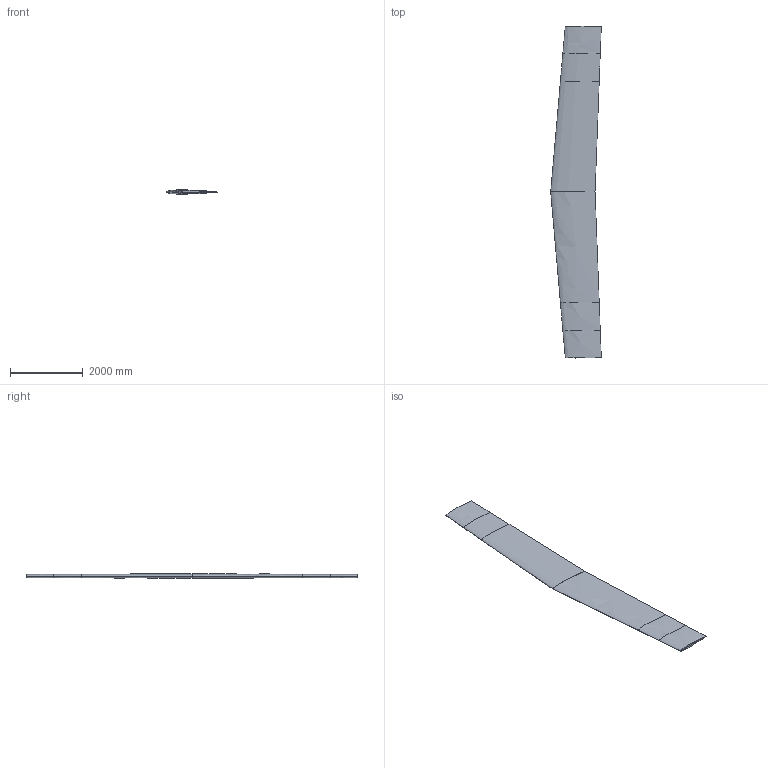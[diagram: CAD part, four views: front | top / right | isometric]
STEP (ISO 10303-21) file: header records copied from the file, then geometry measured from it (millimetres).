
FILE_DESCRIPTION((''),'1');
FILE_NAME('outfile.stp','2024-04-02T16:22:18',(''),(''),'','','');
FILE_SCHEMA(('CONFIG_CONTROL_DESIGN'));
Length unit declared in the file: foot
Bounding box: 1390.6 x 9144 x 121.94 mm (x, y, z)
Surface area: 20913976.3 mm2 (no closed solid volume)
Topology: 0 solids, 0 shells, 20 faces, 80 edges, 64 vertices
Faces by surface type: bspline 20
Entity records: 3954 total; most frequent: CARTESIAN_POINT 3881, B_SPLINE_SURFACE_WITH_KNOTS 20, PERSON_AND_ORGANIZATION_ROLE 4, CC_DESIGN_PERSON_AND_ORGANIZATION_ASSIGNMENT 4, DIMENSIONAL_EXPONENTS 2, DIRECTION 2, DATE_TIME_ROLE 2, CC_DESIGN_DATE_AND_TIME_ASSIGNMENT 2
